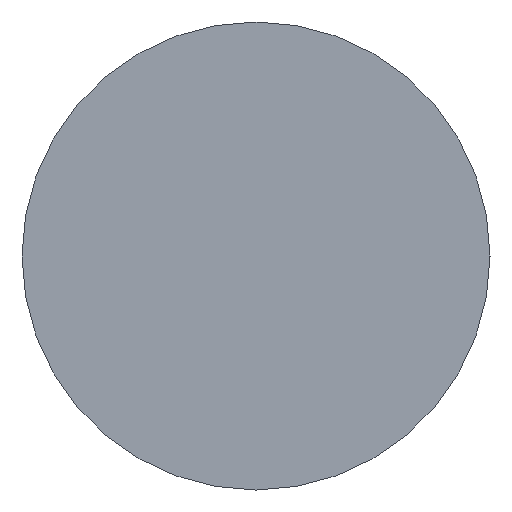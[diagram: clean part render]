
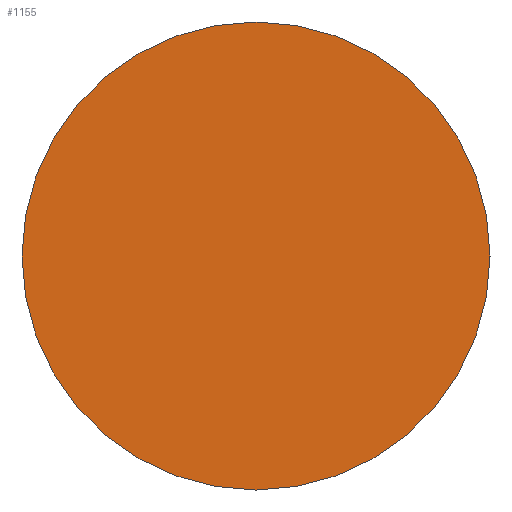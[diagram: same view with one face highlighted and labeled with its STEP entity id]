
A CAD part, left-side view. The second image highlights one B-rep face of the part: STEP entity #1155.
In plain terms, the highlighted planar face has unit normal (-1, 0, 0).
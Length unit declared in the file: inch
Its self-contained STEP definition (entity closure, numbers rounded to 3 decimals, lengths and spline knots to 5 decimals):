
#205 = AXIS2_PLACEMENT_3D ( 'NONE', #454, #409, #329 ) ;
#329 = DIRECTION ( 'NONE',  ( 0., 0., 1. ) ) ;
#374 = AXIS2_PLACEMENT_3D ( 'NONE', #1662, #1660, #1659 ) ;
#409 = DIRECTION ( 'NONE',  ( -1., 0., 0. ) ) ;
#416 = CARTESIAN_POINT ( 'NONE',  ( -0.315, 0., 0.118 ) ) ;
#454 = CARTESIAN_POINT ( 'NONE',  ( -0.315, 0., 0. ) ) ;
#472 = DIRECTION ( 'NONE',  ( 1., 0., 0. ) ) ;
#486 = PLANE ( 'NONE',  #1524 ) ;
#579 = VERTEX_POINT ( 'NONE', #1070 ) ;
#618 = VERTEX_POINT ( 'NONE', #416 ) ;
#674 = EDGE_CURVE ( 'NONE', #618, #579, #1255, .T. ) ;
#790 = CIRCLE ( 'NONE', #205, 0.118 ) ;
#806 = CARTESIAN_POINT ( 'NONE',  ( -0.315, 0., 0. ) ) ;
#827 = DIRECTION ( 'NONE',  ( 0., 0., -1. ) ) ;
#845 = FACE_OUTER_BOUND ( 'NONE', #1705, .T. ) ;
#873 = EDGE_CURVE ( 'NONE', #579, #618, #790, .T. ) ;
#909 = ORIENTED_EDGE ( 'NONE', *, *, #674, .T. ) ;
#1070 = CARTESIAN_POINT ( 'NONE',  ( -0.315, 0., -0.118 ) ) ;
#1155 = ADVANCED_FACE ( 'NONE', ( #845 ), #486, .F. ) ;
#1255 = CIRCLE ( 'NONE', #374, 0.118 ) ;
#1265 = ORIENTED_EDGE ( 'NONE', *, *, #873, .T. ) ;
#1524 = AXIS2_PLACEMENT_3D ( 'NONE', #806, #472, #827 ) ;
#1659 = DIRECTION ( 'NONE',  ( 0., 0., 1. ) ) ;
#1660 = DIRECTION ( 'NONE',  ( -1., 0., 0. ) ) ;
#1662 = CARTESIAN_POINT ( 'NONE',  ( -0.315, 0., 0. ) ) ;
#1705 = EDGE_LOOP ( 'NONE', ( #909, #1265 ) ) ;
